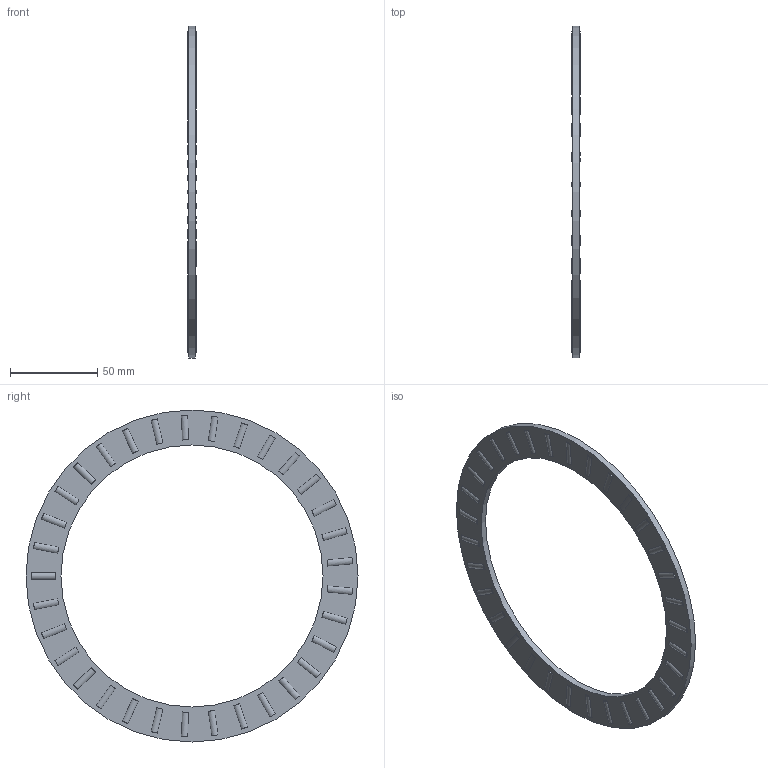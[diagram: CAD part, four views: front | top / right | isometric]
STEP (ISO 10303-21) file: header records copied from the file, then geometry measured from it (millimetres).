
FILE_DESCRIPTION( ( 'STEP AP214' ), '1' );
FILE_NAME( 'AXK1130.stp', '2020-09-29T15:51:34', ( 'License CC BY-ND 4.0' ), ( 'CADENAS' ), ' ', 'PARTsolutions', ' ' );
FILE_SCHEMA( ( 'AUTOMOTIVE_DESIGN { 1 0 10303 214 1 1 1 1 }' ) );
Length unit declared in the file: millimetre
Products named in the file (1): _AXK1130
Bounding box: 4.98 x 190 x 190 mm (x, y, z)
Volume: 40008 mm3; surface area: 25768.5 mm2
Topology: 1 solids, 1 shells, 202 faces, 402 edges, 268 vertices
Faces by surface type: plane 134, cylinder 68
Full cylindrical faces by diameter (mm): 150 x1, 190 x1
Entity records: 6868 total; most frequent: DIRECTION 942, CARTESIAN_POINT 871, ORIENTED_EDGE 800, EDGE_CURVE 400, AXIS2_PLACEMENT_3D 339, EDGE_LOOP 272, VERTEX_POINT 268, LINE 264
